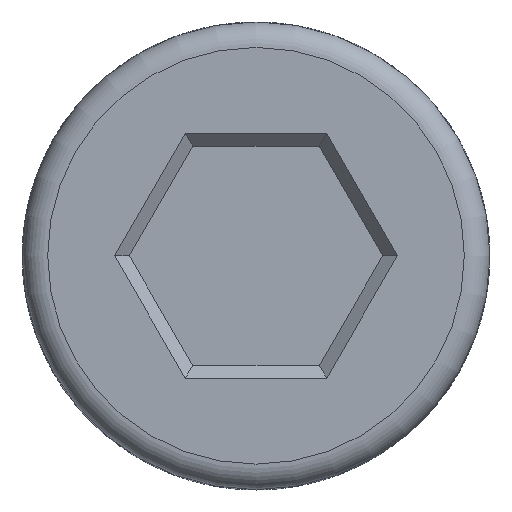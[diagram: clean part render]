
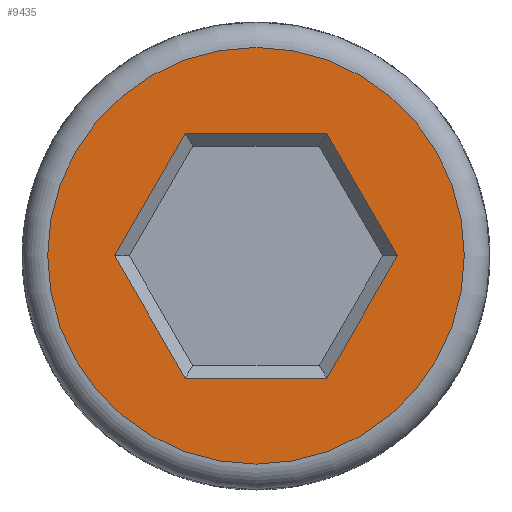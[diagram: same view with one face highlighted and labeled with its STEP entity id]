
A CAD part, top view. The second image highlights one B-rep face of the part: STEP entity #9435.
In plain terms, the highlighted planar face has unit normal (0, 0, 1).
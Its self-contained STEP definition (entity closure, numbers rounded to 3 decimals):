
#21=PLANE('',#10227);
#635=FACE_BOUND('',#1353,.T.);
#688=FACE_OUTER_BOUND('',#1352,.T.);
#1352=EDGE_LOOP('',(#7280));
#1353=EDGE_LOOP('',(#7281,#7282,#7283,#7284,#7285,#7286));
#2081=CIRCLE('',#10225,2.45);
#2410=LINE('',#17013,#3482);
#2411=LINE('',#17015,#3483);
#2412=LINE('',#17017,#3484);
#2413=LINE('',#17019,#3485);
#2414=LINE('',#17021,#3486);
#2415=LINE('',#17022,#3487);
#3482=VECTOR('',#11515,10.);
#3483=VECTOR('',#11516,10.);
#3484=VECTOR('',#11517,10.);
#3485=VECTOR('',#11518,10.);
#3486=VECTOR('',#11519,10.);
#3487=VECTOR('',#11520,10.);
#4805=VERTEX_POINT('',#17007);
#4806=VERTEX_POINT('',#17011);
#4807=VERTEX_POINT('',#17012);
#4808=VERTEX_POINT('',#17014);
#4809=VERTEX_POINT('',#17016);
#4810=VERTEX_POINT('',#17018);
#4811=VERTEX_POINT('',#17020);
#5765=EDGE_CURVE('',#4805,#4805,#2081,.T.);
#5767=EDGE_CURVE('',#4806,#4807,#2410,.T.);
#5768=EDGE_CURVE('',#4808,#4806,#2411,.T.);
#5769=EDGE_CURVE('',#4809,#4808,#2412,.T.);
#5770=EDGE_CURVE('',#4810,#4809,#2413,.T.);
#5771=EDGE_CURVE('',#4811,#4810,#2414,.T.);
#5772=EDGE_CURVE('',#4807,#4811,#2415,.T.);
#7280=ORIENTED_EDGE('',*,*,#5765,.F.);
#7281=ORIENTED_EDGE('',*,*,#5767,.F.);
#7282=ORIENTED_EDGE('',*,*,#5768,.F.);
#7283=ORIENTED_EDGE('',*,*,#5769,.F.);
#7284=ORIENTED_EDGE('',*,*,#5770,.F.);
#7285=ORIENTED_EDGE('',*,*,#5771,.F.);
#7286=ORIENTED_EDGE('',*,*,#5772,.F.);
#9435=ADVANCED_FACE('',(#688,#635),#21,.T.);
#10225=AXIS2_PLACEMENT_3D('',#17008,#11509,#11510);
#10227=AXIS2_PLACEMENT_3D('',#17010,#11513,#11514);
#11509=DIRECTION('center_axis',(0.,0.,-1.));
#11510=DIRECTION('ref_axis',(1.,0.,0.));
#11513=DIRECTION('center_axis',(0.,0.,1.));
#11514=DIRECTION('ref_axis',(1.,0.,0.));
#11515=DIRECTION('',(-0.5,0.866,0.));
#11516=DIRECTION('',(0.5,0.866,0.));
#11517=DIRECTION('',(1.,0.,0.));
#11518=DIRECTION('',(0.5,-0.866,0.));
#11519=DIRECTION('',(-0.5,-0.866,0.));
#11520=DIRECTION('',(-1.,0.,0.));
#17007=CARTESIAN_POINT('',(-2.45,0.,2.8));
#17008=CARTESIAN_POINT('Origin',(0.,0.,2.8));
#17010=CARTESIAN_POINT('Origin',(0.,0.,2.8));
#17011=CARTESIAN_POINT('',(1.663,0.,2.8));
#17012=CARTESIAN_POINT('',(0.831,1.44,2.8));
#17013=CARTESIAN_POINT('',(1.061,1.043,2.8));
#17014=CARTESIAN_POINT('',(0.831,-1.44,2.8));
#17015=CARTESIAN_POINT('',(1.433,-0.398,2.8));
#17016=CARTESIAN_POINT('',(-0.831,-1.44,2.8));
#17017=CARTESIAN_POINT('',(0.372,-1.44,2.8));
#17018=CARTESIAN_POINT('',(-1.663,0.,2.8));
#17019=CARTESIAN_POINT('',(-1.061,-1.043,2.8));
#17020=CARTESIAN_POINT('',(-0.831,1.44,2.8));
#17021=CARTESIAN_POINT('',(-1.433,0.398,2.8));
#17022=CARTESIAN_POINT('',(-0.372,1.44,2.8));
